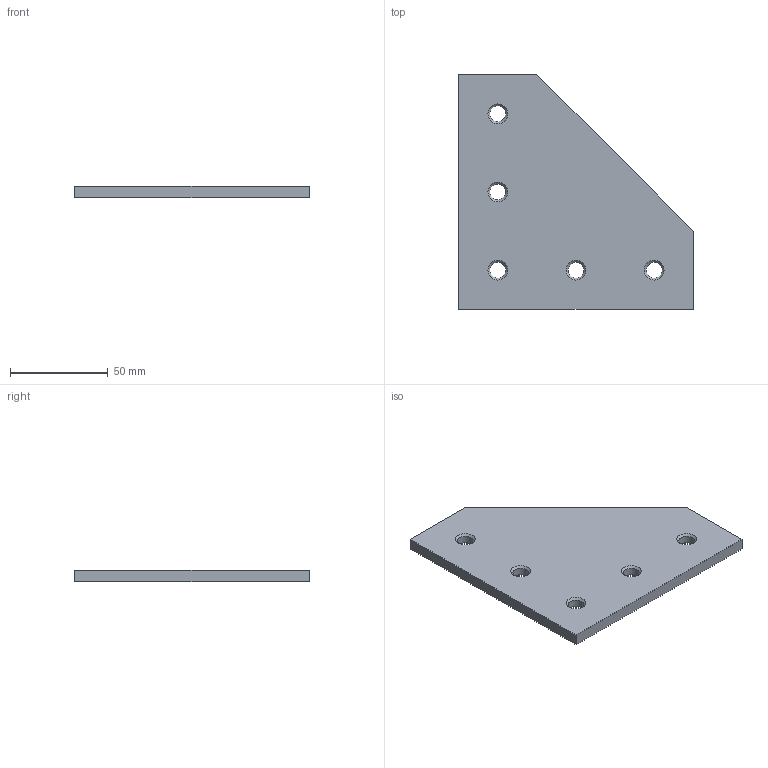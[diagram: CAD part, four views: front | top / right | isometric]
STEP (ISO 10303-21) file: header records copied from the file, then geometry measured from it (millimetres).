
FILE_DESCRIPTION(/* description */ (''),/* implementation_level */ '2;1');
FILE_NAME(/* name */ '4040 R outside bracket.step',/* time_stamp */ '2022-12-08T16:10:02-08:00',/* author */ (''),/* organization */ (''),/* preprocessor_version */ 'ST-DEVELOPER v19.2',/* originating_system */ 'Autodesk Translation Framework v11.17.0.187',/* authorisation */ '');
FILE_SCHEMA (('AUTOMOTIVE_DESIGN { 1 0 10303 214 3 1 1 }'));
Length unit declared in the file: millimetre
Products named in the file (1): 4040 R outside bracket
Bounding box: 120 x 120 x 6 mm (x, y, z)
Volume: 65516.4 mm3; surface area: 25110.9 mm2
Topology: 1 solids, 1 shells, 22 faces, 50 edges, 30 vertices
Faces by surface type: cone 10, plane 7, cylinder 5
Full cylindrical faces by diameter (mm): 8.1 x5
Entity records: 674 total; most frequent: DIRECTION 116, CARTESIAN_POINT 103, ORIENTED_EDGE 100, EDGE_CURVE 50, AXIS2_PLACEMENT_3D 43, EDGE_LOOP 32, LINE 30, VECTOR 30
